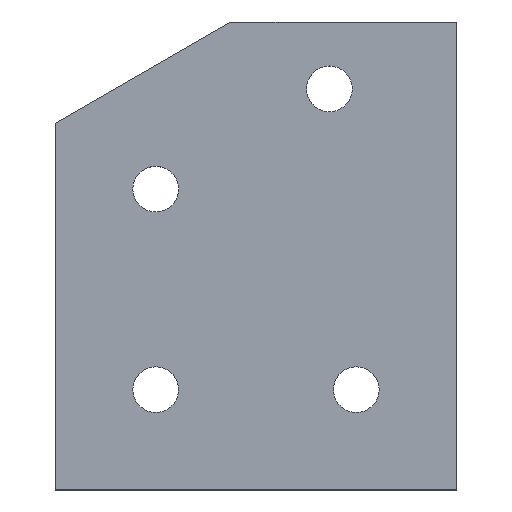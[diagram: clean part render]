
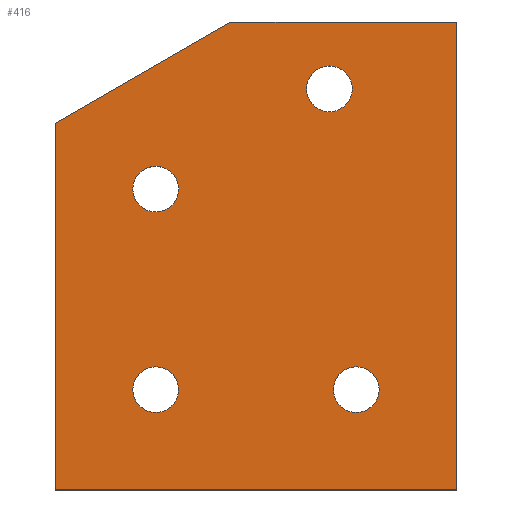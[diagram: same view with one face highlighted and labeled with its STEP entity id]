
A CAD part, top view. The second image highlights one B-rep face of the part: STEP entity #416.
In plain terms, the highlighted planar face has unit normal (0, 0, 1).
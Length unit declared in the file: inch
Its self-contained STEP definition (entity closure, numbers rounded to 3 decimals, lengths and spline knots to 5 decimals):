
#135=CARTESIAN_POINT('',(0.171,1.5,0.25));
#136=VERTEX_POINT('',#135);
#145=CARTESIAN_POINT('',(-0.171,1.5,0.25));
#146=VERTEX_POINT('',#145);
#147=CARTESIAN_POINT('',(0.0,1.5,0.25));
#148=DIRECTION('',(0.0,0.0,-1.0));
#149=DIRECTION('',(1.0,0.0,0.0));
#150=AXIS2_PLACEMENT_3D('',#147,#148,#149);
#151=CIRCLE('',#150,0.171);
#152=EDGE_CURVE('',#146,#136,#151,.T.);
#177=CARTESIAN_POINT('',(1.671,0.0,0.25));
#178=VERTEX_POINT('',#177);
#187=CARTESIAN_POINT('',(1.329,0.,0.25));
#188=VERTEX_POINT('',#187);
#189=CARTESIAN_POINT('',(1.5,0.0,0.25));
#190=DIRECTION('',(0.0,0.0,-1.0));
#191=DIRECTION('',(1.0,0.0,0.0));
#192=AXIS2_PLACEMENT_3D('',#189,#190,#191);
#193=CIRCLE('',#192,0.171);
#194=EDGE_CURVE('',#188,#178,#193,.T.);
#219=CARTESIAN_POINT('',(0.171,0.0,0.25));
#220=VERTEX_POINT('',#219);
#229=CARTESIAN_POINT('',(-0.171,0.,0.25));
#230=VERTEX_POINT('',#229);
#231=CARTESIAN_POINT('',(0.0,0.0,0.25));
#232=DIRECTION('',(0.0,0.0,-1.0));
#233=DIRECTION('',(1.0,0.0,0.0));
#234=AXIS2_PLACEMENT_3D('',#231,#232,#233);
#235=CIRCLE('',#234,0.171);
#236=EDGE_CURVE('',#230,#220,#235,.T.);
#261=CARTESIAN_POINT('',(1.47004,2.25,0.25));
#262=VERTEX_POINT('',#261);
#271=CARTESIAN_POINT('',(1.12804,2.25,0.25));
#272=VERTEX_POINT('',#271);
#273=CARTESIAN_POINT('',(1.29904,2.25,0.25));
#274=DIRECTION('',(0.0,0.0,-1.0));
#275=DIRECTION('',(1.0,0.0,0.0));
#276=AXIS2_PLACEMENT_3D('',#273,#274,#275);
#277=CIRCLE('',#276,0.171);
#278=EDGE_CURVE('',#272,#262,#277,.T.);
#303=CARTESIAN_POINT('',(-0.75,-0.75,0.25));
#304=VERTEX_POINT('',#303);
#305=CARTESIAN_POINT('',(2.25,-0.75,0.25));
#306=VERTEX_POINT('',#305);
#307=CARTESIAN_POINT('',(-0.75,-0.75,0.25));
#308=DIRECTION('',(1.0,0.0,0.0));
#309=VECTOR('',#308,3.0);
#310=LINE('',#307,#309);
#311=EDGE_CURVE('',#304,#306,#310,.T.);
#338=CARTESIAN_POINT('',(-0.75,-2.25,0.25));
#339=DIRECTION('',(0.0,0.0,-1.0));
#340=DIRECTION('',(0.0,1.0,0.0));
#341=AXIS2_PLACEMENT_3D('',#338,#339,#340);
#342=PLANE('',#341);
#343=ORIENTED_EDGE('',*,*,#311,.T.);
#344=CARTESIAN_POINT('',(2.25,2.75,0.25));
#345=VERTEX_POINT('',#344);
#346=CARTESIAN_POINT('',(2.25,2.75,0.25));
#347=DIRECTION('',(0.0,-1.0,0.0));
#348=VECTOR('',#347,3.5);
#349=LINE('',#346,#348);
#350=EDGE_CURVE('',#345,#306,#349,.T.);
#351=ORIENTED_EDGE('',*,*,#350,.F.);
#352=CARTESIAN_POINT('',(0.562,2.75,0.25));
#353=VERTEX_POINT('',#352);
#354=CARTESIAN_POINT('',(0.562,2.75,0.25));
#355=DIRECTION('',(1.0,0.0,0.0));
#356=VECTOR('',#355,1.688);
#357=LINE('',#354,#356);
#358=EDGE_CURVE('',#353,#345,#357,.T.);
#359=ORIENTED_EDGE('',*,*,#358,.F.);
#360=CARTESIAN_POINT('',(-0.75,1.993,0.25));
#361=VERTEX_POINT('',#360);
#362=CARTESIAN_POINT('',(-0.75,1.993,0.25));
#363=DIRECTION('',(0.866,0.5,0.0));
#364=VECTOR('',#363,1.51473);
#365=LINE('',#362,#364);
#366=EDGE_CURVE('',#361,#353,#365,.T.);
#367=ORIENTED_EDGE('',*,*,#366,.F.);
#368=CARTESIAN_POINT('',(-0.75,-0.75,0.25));
#369=DIRECTION('',(0.0,1.0,0.0));
#370=VECTOR('',#369,2.743);
#371=LINE('',#368,#370);
#372=EDGE_CURVE('',#304,#361,#371,.T.);
#373=ORIENTED_EDGE('',*,*,#372,.F.);
#374=EDGE_LOOP('',(#343,#351,#359,#367,#373));
#375=FACE_OUTER_BOUND('',#374,.T.);
#376=CARTESIAN_POINT('',(0.0,1.5,0.25));
#377=DIRECTION('',(0.0,0.0,-1.0));
#378=DIRECTION('',(1.0,0.0,0.0));
#379=AXIS2_PLACEMENT_3D('',#376,#377,#378);
#380=CIRCLE('',#379,0.171);
#381=EDGE_CURVE('',#136,#146,#380,.T.);
#382=ORIENTED_EDGE('',*,*,#381,.T.);
#383=ORIENTED_EDGE('',*,*,#152,.T.);
#384=EDGE_LOOP('',(#382,#383));
#385=FACE_BOUND('',#384,.T.);
#386=CARTESIAN_POINT('',(1.5,0.0,0.25));
#387=DIRECTION('',(0.0,0.0,-1.0));
#388=DIRECTION('',(1.0,0.0,0.0));
#389=AXIS2_PLACEMENT_3D('',#386,#387,#388);
#390=CIRCLE('',#389,0.171);
#391=EDGE_CURVE('',#178,#188,#390,.T.);
#392=ORIENTED_EDGE('',*,*,#391,.T.);
#393=ORIENTED_EDGE('',*,*,#194,.T.);
#394=EDGE_LOOP('',(#392,#393));
#395=FACE_BOUND('',#394,.T.);
#396=CARTESIAN_POINT('',(0.0,0.0,0.25));
#397=DIRECTION('',(0.0,0.0,-1.0));
#398=DIRECTION('',(1.0,0.0,0.0));
#399=AXIS2_PLACEMENT_3D('',#396,#397,#398);
#400=CIRCLE('',#399,0.171);
#401=EDGE_CURVE('',#220,#230,#400,.T.);
#402=ORIENTED_EDGE('',*,*,#401,.T.);
#403=ORIENTED_EDGE('',*,*,#236,.T.);
#404=EDGE_LOOP('',(#402,#403));
#405=FACE_BOUND('',#404,.T.);
#406=CARTESIAN_POINT('',(1.29904,2.25,0.25));
#407=DIRECTION('',(0.0,0.0,-1.0));
#408=DIRECTION('',(1.0,0.0,0.0));
#409=AXIS2_PLACEMENT_3D('',#406,#407,#408);
#410=CIRCLE('',#409,0.171);
#411=EDGE_CURVE('',#262,#272,#410,.T.);
#412=ORIENTED_EDGE('',*,*,#411,.T.);
#413=ORIENTED_EDGE('',*,*,#278,.T.);
#414=EDGE_LOOP('',(#412,#413));
#415=FACE_BOUND('',#414,.T.);
#416=ADVANCED_FACE('',(#375,#385,#395,#405,#415),#342,.F.);
